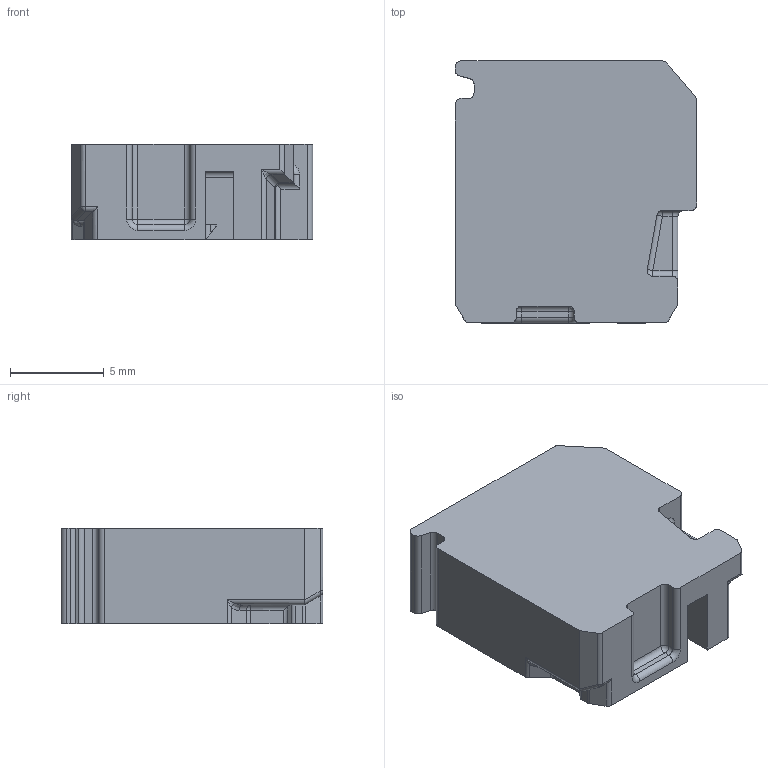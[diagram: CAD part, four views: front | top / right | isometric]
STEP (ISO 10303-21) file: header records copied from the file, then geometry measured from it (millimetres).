
FILE_DESCRIPTION(/* description */ (''),/* implementation_level */ '2;1');
FILE_NAME(/* name */ '3739_ZPL15_iso.stp',/* time_stamp */ '2011-08-05T07:25:04+02:00',/* author */ (''),/* organization */ (''),/* preprocessor_version */ 'ST-DEVELOPER v11',/* originating_system */ 'SIEMENS UGS NX 6.0',/* authorisation */ '');
FILE_SCHEMA (('CONFIG_CONTROL_DESIGN'));
Length unit declared in the file: millimetre
Products named in the file (1): 3739_ZPL15_iso
Bounding box: 12.9 x 14 x 5.1 mm (x, y, z)
Volume: 760.4 mm3; surface area: 693.1 mm2
Topology: 1 solids, 1 shells, 125 faces, 326 edges, 198 vertices
Faces by surface type: plane 56, cylinder 55, bspline 5, sphere 5, torus 4
Entity records: 4082 total; most frequent: CARTESIAN_POINT 948, DIRECTION 647, ORIENTED_EDGE 640, EDGE_CURVE 320, AXIS2_PLACEMENT_3D 224, LINE 199, VECTOR 199, VERTEX_POINT 198
